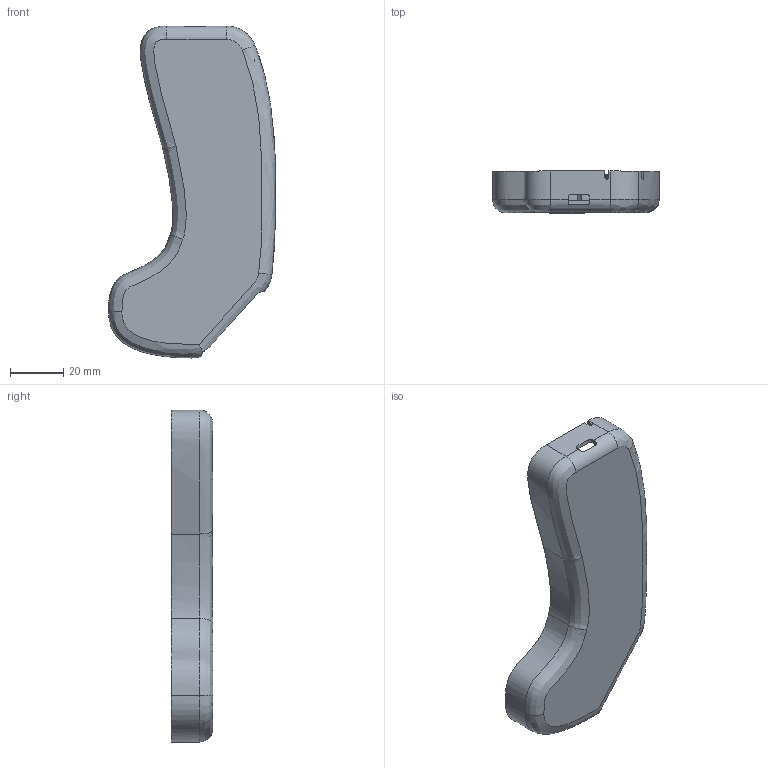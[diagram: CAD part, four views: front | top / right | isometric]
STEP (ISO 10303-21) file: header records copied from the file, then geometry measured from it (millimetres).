
FILE_DESCRIPTION(/* description */ (''),/* implementation_level */ '2;1');
FILE_NAME(/* name */ 'thumbwheelBase.step',/* time_stamp */ '2022-08-17T09:08:05+02:00',/* author */ (''),/* organization */ (''),/* preprocessor_version */ 'ST-DEVELOPER v19',/* originating_system */ 'Autodesk Translation Framework v11.7.0.108',/* authorisation */ '');
FILE_SCHEMA (('AUTOMOTIVE_DESIGN { 1 0 10303 214 3 1 1 }'));
Length unit declared in the file: millimetre
Products named in the file (1): thumbwheelBase
Bounding box: 62.44 x 15.5 x 124.15 mm (x, y, z)
Volume: 15474.1 mm3; surface area: 22563.5 mm2
Topology: 1 solids, 1 shells, 270 faces, 752 edges, 489 vertices
Faces by surface type: plane 132, bspline 70, cylinder 58, torus 10
Full cylindrical faces by diameter (mm): 4.5 x6, 7 x5, 8 x1, 9 x1
Entity records: 13611 total; most frequent: CARTESIAN_POINT 7144, ORIENTED_EDGE 1504, DIRECTION 1102, EDGE_CURVE 752, VERTEX_POINT 489, LINE 386, VECTOR 386, AXIS2_PLACEMENT_3D 358
